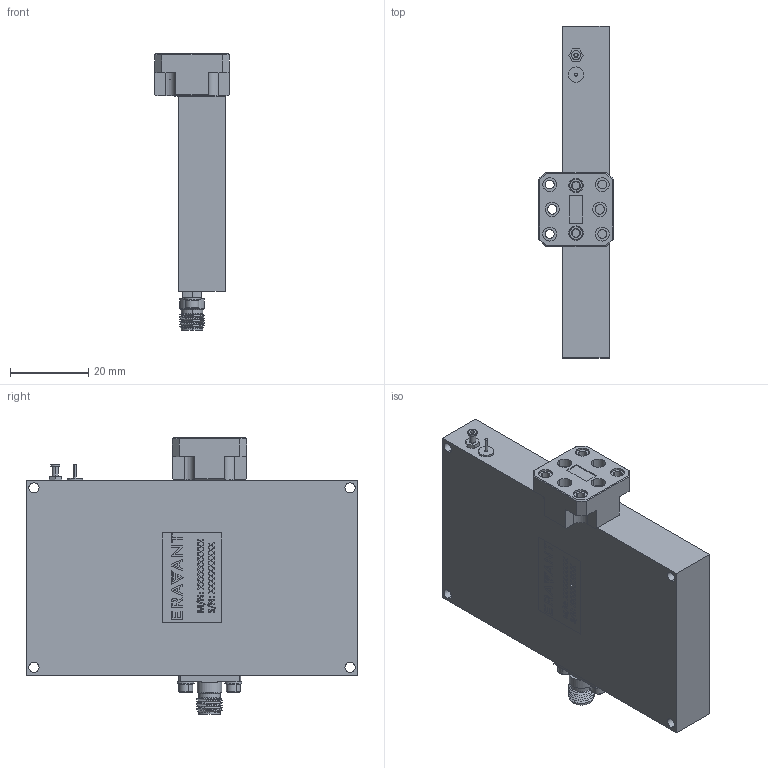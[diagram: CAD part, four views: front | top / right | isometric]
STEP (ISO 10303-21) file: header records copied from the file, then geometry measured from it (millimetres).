
FILE_DESCRIPTION (( 'STEP AP203' ), '1' );
FILE_NAME ('SBP-2733134036-KF28-E3.STEP', '2021-04-29T00:18:39', ( '' ), ( '' ), 'SwSTEP 2.0', 'SolidWorks 2021', '' );
FILE_SCHEMA (( 'CONFIG_CONTROL_DESIGN' ));
Products named in the file (1): SBP-2733134036-KF28-E3
Bounding box: 19.05 x 85 x 70.88 mm (x, y, z)
Volume: 54020.1 mm3; surface area: 16317.9 mm2
Topology: 13 solids, 13 shells, 1149 faces, 3049 edges, 1986 vertices
Faces by surface type: plane 454, cylinder 359, bspline 242, cone 92, torus 2
Entity records: 49933 total; most frequent: CARTESIAN_POINT 24293, ORIENTED_EDGE 6066, DIRECTION 4167, EDGE_CURVE 3033, VERTEX_POINT 1986, LINE 1687, VECTOR 1687, EDGE_LOOP 1257
